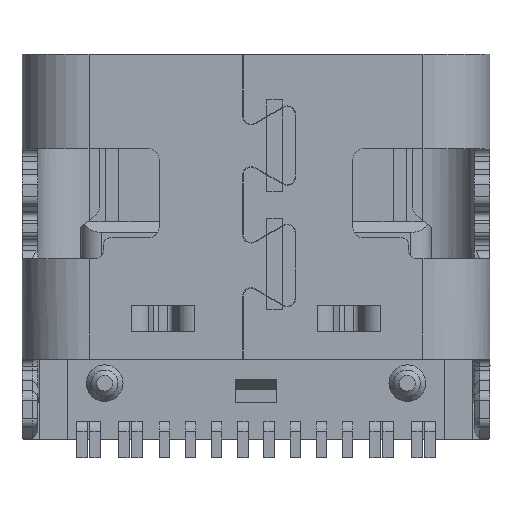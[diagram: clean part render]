
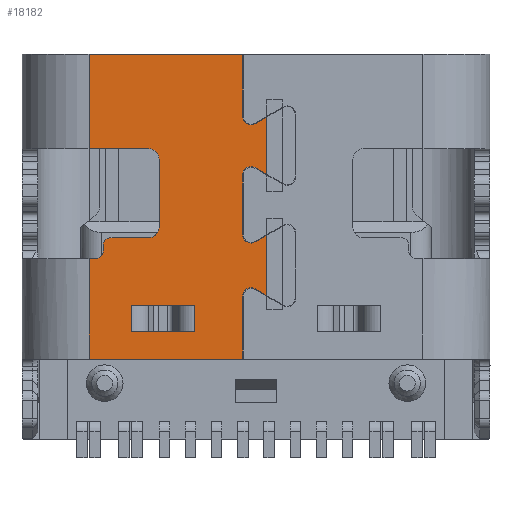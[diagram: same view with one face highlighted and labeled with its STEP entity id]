
A CAD part, front view. The second image highlights one B-rep face of the part: STEP entity #18182.
In plain terms, the highlighted planar face has unit normal (0, -1, 0).
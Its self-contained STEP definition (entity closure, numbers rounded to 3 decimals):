
#1021=LINE('',#25783,#2918);
#1054=LINE('',#25907,#2951);
#1240=LINE('',#26497,#3137);
#1280=LINE('',#26605,#3177);
#1354=LINE('',#26797,#3251);
#1369=LINE('',#26835,#3266);
#1520=LINE('',#27367,#3417);
#1530=LINE('',#27398,#3427);
#1644=LINE('',#27695,#3541);
#1774=LINE('',#28087,#3671);
#1775=LINE('',#28088,#3672);
#1776=LINE('',#28089,#3673);
#1777=LINE('',#28090,#3674);
#1778=LINE('',#28092,#3675);
#1779=LINE('',#28094,#3676);
#1780=LINE('',#28097,#3677);
#1781=LINE('',#28099,#3678);
#1782=LINE('',#28103,#3679);
#1783=LINE('',#28105,#3680);
#1784=LINE('',#28107,#3681);
#1785=LINE('',#28111,#3682);
#1786=LINE('',#28112,#3683);
#2918=VECTOR('',#21353,1000.);
#2951=VECTOR('',#21442,1000.);
#3137=VECTOR('',#21850,1000.);
#3177=VECTOR('',#21938,1000.);
#3251=VECTOR('',#22086,1000.);
#3266=VECTOR('',#22119,1000.);
#3417=VECTOR('',#22450,1000.);
#3427=VECTOR('',#22476,1000.);
#3541=VECTOR('',#22718,1000.);
#3671=VECTOR('',#23010,1000.);
#3672=VECTOR('',#23011,1000.);
#3673=VECTOR('',#23012,1000.);
#3674=VECTOR('',#23013,1000.);
#3675=VECTOR('',#23014,1000.);
#3676=VECTOR('',#23015,1000.);
#3677=VECTOR('',#23018,1000.);
#3678=VECTOR('',#23019,1000.);
#3679=VECTOR('',#23022,1000.);
#3680=VECTOR('',#23023,1000.);
#3681=VECTOR('',#23024,1000.);
#3682=VECTOR('',#23029,1000.);
#3683=VECTOR('',#23030,1000.);
#4393=PLANE('',#19297);
#7962=ORIENTED_EDGE('',*,*,#10608,.F.);
#7963=ORIENTED_EDGE('',*,*,#10251,.F.);
#7964=ORIENTED_EDGE('',*,*,#10930,.F.);
#7965=ORIENTED_EDGE('',*,*,#11243,.F.);
#7966=ORIENTED_EDGE('',*,*,#10355,.F.);
#7967=ORIENTED_EDGE('',*,*,#10698,.F.);
#7968=ORIENTED_EDGE('',*,*,#11244,.F.);
#7969=ORIENTED_EDGE('',*,*,#10557,.F.);
#7970=ORIENTED_EDGE('',*,*,#11245,.F.);
#7971=ORIENTED_EDGE('',*,*,#10807,.F.);
#7972=ORIENTED_EDGE('',*,*,#11246,.F.);
#7973=ORIENTED_EDGE('',*,*,#11247,.F.);
#7974=ORIENTED_EDGE('',*,*,#11248,.F.);
#7975=ORIENTED_EDGE('',*,*,#11249,.F.);
#7976=ORIENTED_EDGE('',*,*,#10717,.F.);
#7977=ORIENTED_EDGE('',*,*,#11115,.F.);
#7978=ORIENTED_EDGE('',*,*,#11075,.F.);
#7979=ORIENTED_EDGE('',*,*,#11250,.F.);
#7980=ORIENTED_EDGE('',*,*,#11251,.F.);
#7981=ORIENTED_EDGE('',*,*,#11252,.F.);
#7982=ORIENTED_EDGE('',*,*,#11253,.F.);
#7983=ORIENTED_EDGE('',*,*,#11254,.F.);
#7984=ORIENTED_EDGE('',*,*,#11255,.T.);
#7985=ORIENTED_EDGE('',*,*,#10916,.F.);
#7986=ORIENTED_EDGE('',*,*,#11256,.T.);
#7987=ORIENTED_EDGE('',*,*,#10305,.F.);
#7988=ORIENTED_EDGE('',*,*,#11257,.T.);
#7989=ORIENTED_EDGE('',*,*,#11258,.F.);
#7990=ORIENTED_EDGE('',*,*,#10332,.F.);
#7991=ORIENTED_EDGE('',*,*,#11259,.F.);
#10251=EDGE_CURVE('',#12196,#12197,#1021,.T.);
#10305=EDGE_CURVE('',#12250,#12251,#1054,.T.);
#10332=EDGE_CURVE('',#12275,#12276,#13126,.T.);
#10355=EDGE_CURVE('',#12298,#12299,#13132,.T.);
#10557=EDGE_CURVE('',#12476,#12477,#1240,.T.);
#10608=EDGE_CURVE('',#12197,#12515,#1280,.T.);
#10698=EDGE_CURVE('',#12585,#12298,#1354,.T.);
#10717=EDGE_CURVE('',#12600,#12601,#1369,.T.);
#10807=EDGE_CURVE('',#12676,#12677,#13212,.T.);
#10916=EDGE_CURVE('',#12751,#12752,#1520,.T.);
#10930=EDGE_CURVE('',#12764,#12196,#1530,.T.);
#11075=EDGE_CURVE('',#12859,#12860,#1644,.T.);
#11115=EDGE_CURVE('',#12860,#12600,#13272,.T.);
#11243=EDGE_CURVE('',#12515,#12764,#1774,.T.);
#11244=EDGE_CURVE('',#12477,#12585,#1775,.T.);
#11245=EDGE_CURVE('',#12677,#12476,#1776,.T.);
#11246=EDGE_CURVE('',#12950,#12676,#1777,.T.);
#11247=EDGE_CURVE('',#12951,#12950,#1778,.T.);
#11248=EDGE_CURVE('',#12952,#12951,#1779,.T.);
#11249=EDGE_CURVE('',#12601,#12952,#13296,.T.);
#11250=EDGE_CURVE('',#12953,#12859,#1780,.T.);
#11251=EDGE_CURVE('',#12954,#12953,#1781,.T.);
#11252=EDGE_CURVE('',#12955,#12954,#13297,.T.);
#11253=EDGE_CURVE('',#12956,#12955,#1782,.T.);
#11254=EDGE_CURVE('',#12957,#12956,#1783,.T.);
#11255=EDGE_CURVE('',#12957,#12752,#1784,.T.);
#11256=EDGE_CURVE('',#12751,#12251,#13298,.T.);
#11257=EDGE_CURVE('',#12250,#12958,#13299,.T.);
#11258=EDGE_CURVE('',#12276,#12958,#1785,.T.);
#11259=EDGE_CURVE('',#12299,#12275,#1786,.T.);
#12196=VERTEX_POINT('',#25784);
#12197=VERTEX_POINT('',#25785);
#12250=VERTEX_POINT('',#25906);
#12251=VERTEX_POINT('',#25908);
#12275=VERTEX_POINT('',#25963);
#12276=VERTEX_POINT('',#25965);
#12298=VERTEX_POINT('',#26016);
#12299=VERTEX_POINT('',#26017);
#12476=VERTEX_POINT('',#26496);
#12477=VERTEX_POINT('',#26498);
#12515=VERTEX_POINT('',#26602);
#12585=VERTEX_POINT('',#26796);
#12600=VERTEX_POINT('',#26836);
#12601=VERTEX_POINT('',#26837);
#12676=VERTEX_POINT('',#27033);
#12677=VERTEX_POINT('',#27035);
#12751=VERTEX_POINT('',#27366);
#12752=VERTEX_POINT('',#27368);
#12764=VERTEX_POINT('',#27397);
#12859=VERTEX_POINT('',#27694);
#12860=VERTEX_POINT('',#27696);
#12950=VERTEX_POINT('',#28091);
#12951=VERTEX_POINT('',#28093);
#12952=VERTEX_POINT('',#28095);
#12953=VERTEX_POINT('',#28098);
#12954=VERTEX_POINT('',#28100);
#12955=VERTEX_POINT('',#28102);
#12956=VERTEX_POINT('',#28104);
#12957=VERTEX_POINT('',#28106);
#12958=VERTEX_POINT('',#28110);
#13126=CIRCLE('',#18889,0.15);
#13132=CIRCLE('',#18901,0.15);
#13212=CIRCLE('',#19092,0.16);
#13272=CIRCLE('',#19239,0.16);
#13296=CIRCLE('',#19298,0.16);
#13297=CIRCLE('',#19299,0.16);
#13298=CIRCLE('',#19300,0.2);
#13299=CIRCLE('',#19301,0.2);
#13966=EDGE_LOOP('',(#7962,#7963,#7964,#7965));
#13967=EDGE_LOOP('',(#7966,#7967,#7968,#7969,#7970,#7971,#7972,#7973,#7974,
#7975,#7976,#7977,#7978,#7979,#7980,#7981,#7982,#7983,#7984,#7985,#7986,
#7987,#7988,#7989,#7990,#7991));
#14804=FACE_BOUND('',#13966,.T.);
#14805=FACE_BOUND('',#13967,.T.);
#18182=ADVANCED_FACE('',(#14804,#14805),#4393,.F.);
#18889=AXIS2_PLACEMENT_3D('',#25964,#21489,#21490);
#18901=AXIS2_PLACEMENT_3D('',#26015,#21530,#21531);
#19092=AXIS2_PLACEMENT_3D('',#27034,#22265,#22266);
#19239=AXIS2_PLACEMENT_3D('',#27797,#22793,#22794);
#19297=AXIS2_PLACEMENT_3D('',#28086,#23008,#23009);
#19298=AXIS2_PLACEMENT_3D('',#28096,#23016,#23017);
#19299=AXIS2_PLACEMENT_3D('',#28101,#23020,#23021);
#19300=AXIS2_PLACEMENT_3D('',#28108,#23025,#23026);
#19301=AXIS2_PLACEMENT_3D('',#28109,#23027,#23028);
#21353=DIRECTION('',(-1.,0.,0.));
#21442=DIRECTION('',(0.,0.,1.));
#21489=DIRECTION('',(0.,1.,0.));
#21490=DIRECTION('',(0.,0.,1.));
#21530=DIRECTION('',(0.,-1.,0.));
#21531=DIRECTION('',(0.,0.,1.));
#21850=DIRECTION('',(-1.,0.,0.));
#21938=DIRECTION('',(0.,0.,-1.));
#22086=DIRECTION('',(1.,0.,0.));
#22119=DIRECTION('',(0.,0.,-1.));
#22265=DIRECTION('',(0.,-1.,0.));
#22266=DIRECTION('',(0.,0.,1.));
#22450=DIRECTION('',(-1.,0.,0.));
#22476=DIRECTION('',(0.,0.,1.));
#22718=DIRECTION('',(-0.866,0.,0.5));
#22793=DIRECTION('',(0.,-1.,0.));
#22794=DIRECTION('',(0.,0.,1.));
#23008=DIRECTION('',(0.,1.,0.));
#23009=DIRECTION('',(1.,0.,0.));
#23010=DIRECTION('',(1.,0.,0.));
#23011=DIRECTION('',(0.,0.,1.));
#23012=DIRECTION('',(0.,0.,-1.));
#23013=DIRECTION('',(-0.866,0.,0.5));
#23014=DIRECTION('',(0.,0.,-1.));
#23015=DIRECTION('',(0.866,0.,0.5));
#23016=DIRECTION('',(0.,-1.,0.));
#23017=DIRECTION('',(0.,0.,1.));
#23018=DIRECTION('',(0.,0.,-1.));
#23019=DIRECTION('',(0.866,0.,0.5));
#23020=DIRECTION('',(0.,-1.,0.));
#23021=DIRECTION('',(0.,0.,1.));
#23022=DIRECTION('',(0.,0.,-1.));
#23023=DIRECTION('',(1.,0.,0.));
#23024=DIRECTION('',(0.,0.,-1.));
#23025=DIRECTION('',(0.,1.,0.));
#23026=DIRECTION('',(0.,0.,1.));
#23027=DIRECTION('',(0.,1.,0.));
#23028=DIRECTION('',(0.,0.,1.));
#23029=DIRECTION('',(1.,0.,0.));
#23030=DIRECTION('',(0.,0.,1.));
#25783=CARTESIAN_POINT('',(6.86,1.,-4.8));
#25784=CARTESIAN_POINT('',(3.304,1.,-4.8));
#25785=CARTESIAN_POINT('',(2.089,1.,-4.8));
#25906=CARTESIAN_POINT('',(2.62,1.,-3.3));
#25907=CARTESIAN_POINT('',(2.62,1.,-6.575));
#25908=CARTESIAN_POINT('',(2.62,1.,-2.));
#25963=CARTESIAN_POINT('',(1.55,1.,-3.65));
#25964=CARTESIAN_POINT('',(1.7,1.,-3.65));
#25965=CARTESIAN_POINT('',(1.7,1.,-3.5));
#26015=CARTESIAN_POINT('',(1.4,1.,-3.75));
#26016=CARTESIAN_POINT('',(1.4,1.,-3.9));
#26017=CARTESIAN_POINT('',(1.55,1.,-3.75));
#26496=CARTESIAN_POINT('',(4.215,1.,-5.82));
#26497=CARTESIAN_POINT('',(8.959,1.,-5.82));
#26498=CARTESIAN_POINT('',(1.28,1.,-5.82));
#26602=CARTESIAN_POINT('',(2.089,1.,-5.3));
#26605=CARTESIAN_POINT('',(2.089,1.,-5.3));
#26796=CARTESIAN_POINT('',(1.28,1.,-3.9));
#26797=CARTESIAN_POINT('',(7.54,1.,-3.9));
#26835=CARTESIAN_POINT('',(4.215,1.,-5.82));
#26836=CARTESIAN_POINT('',(4.215,1.,-2.301));
#26837=CARTESIAN_POINT('',(4.215,1.,-3.443));
#27033=CARTESIAN_POINT('',(4.455,1.,-4.48));
#27034=CARTESIAN_POINT('',(4.375,1.,-4.618));
#27035=CARTESIAN_POINT('',(4.215,1.,-4.618));
#27366=CARTESIAN_POINT('',(2.42,1.,-1.8));
#27367=CARTESIAN_POINT('',(8.94,1.,-1.8));
#27368=CARTESIAN_POINT('',(1.28,1.,-1.8));
#27397=CARTESIAN_POINT('',(3.304,1.,-5.3));
#27398=CARTESIAN_POINT('',(3.304,1.,-5.3));
#27694=CARTESIAN_POINT('',(4.675,1.,-2.289));
#27695=CARTESIAN_POINT('',(4.99,1.,-2.471));
#27696=CARTESIAN_POINT('',(4.455,1.,-2.162));
#27797=CARTESIAN_POINT('',(4.375,1.,-2.301));
#28086=CARTESIAN_POINT('',(7.66,1.,-5.82));
#28087=CARTESIAN_POINT('',(2.079,1.,-5.3));
#28088=CARTESIAN_POINT('',(1.28,1.,-3.9));
#28089=CARTESIAN_POINT('',(4.215,1.,-5.82));
#28090=CARTESIAN_POINT('',(4.99,1.,-4.789));
#28091=CARTESIAN_POINT('',(4.675,1.,-4.607));
#28092=CARTESIAN_POINT('',(4.675,1.,-1.195));
#28093=CARTESIAN_POINT('',(4.675,1.,-3.455));
#28094=CARTESIAN_POINT('',(4.99,1.,-3.273));
#28095=CARTESIAN_POINT('',(4.455,1.,-3.582));
#28096=CARTESIAN_POINT('',(4.375,1.,-3.443));
#28097=CARTESIAN_POINT('',(4.675,1.,-1.195));
#28098=CARTESIAN_POINT('',(4.675,1.,-1.195));
#28099=CARTESIAN_POINT('',(4.99,1.,-1.013));
#28100=CARTESIAN_POINT('',(4.455,1.,-1.322));
#28101=CARTESIAN_POINT('',(4.375,1.,-1.183));
#28102=CARTESIAN_POINT('',(4.215,1.,-1.183));
#28103=CARTESIAN_POINT('',(4.215,1.,-5.82));
#28104=CARTESIAN_POINT('',(4.215,1.,0.));
#28105=CARTESIAN_POINT('',(-0.089,1.,0.));
#28106=CARTESIAN_POINT('',(1.28,1.,0.));
#28107=CARTESIAN_POINT('',(1.28,1.,-3.9));
#28108=CARTESIAN_POINT('',(2.42,1.,-2.));
#28109=CARTESIAN_POINT('',(2.42,1.,-3.3));
#28110=CARTESIAN_POINT('',(2.42,1.,-3.5));
#28111=CARTESIAN_POINT('',(7.24,1.,-3.5));
#28112=CARTESIAN_POINT('',(1.55,1.,-3.65));
